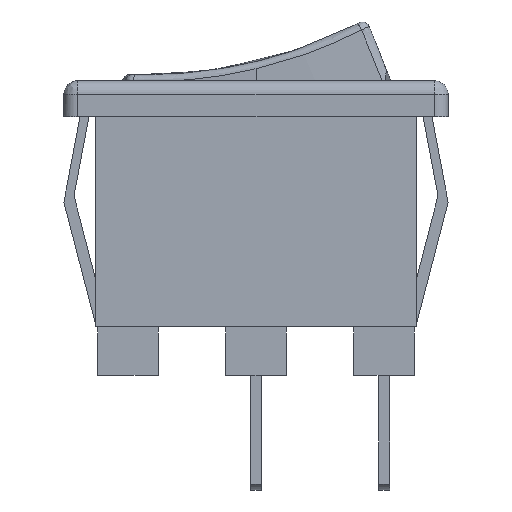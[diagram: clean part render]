
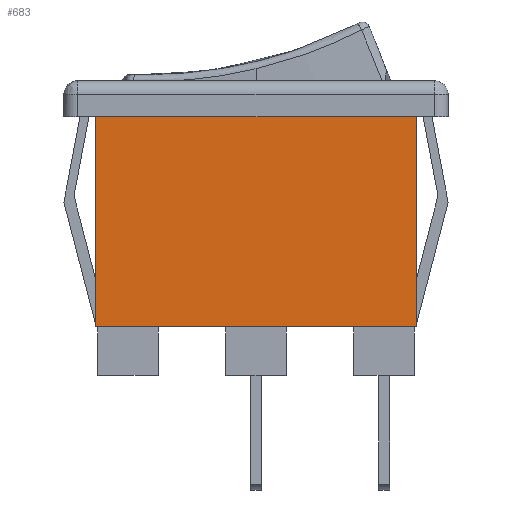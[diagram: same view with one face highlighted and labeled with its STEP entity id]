
A CAD part, left-side view. The second image highlights one B-rep face of the part: STEP entity #683.
In plain terms, the highlighted planar face has unit normal (-1, 0, 0).
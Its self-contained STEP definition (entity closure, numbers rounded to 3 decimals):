
#454=FACE_OUTER_BOUND('',#918,.T.);
#683=ADVANCED_FACE('',(#454),#753,.F.);
#753=PLANE('',#2583);
#918=EDGE_LOOP('',(#1427,#1428,#1429,#1430));
#1427=ORIENTED_EDGE('',*,*,#2076,.F.);
#1428=ORIENTED_EDGE('',*,*,#1840,.T.);
#1429=ORIENTED_EDGE('',*,*,#2078,.F.);
#1430=ORIENTED_EDGE('',*,*,#2073,.F.);
#1627=VERTEX_POINT('',#2962);
#1629=VERTEX_POINT('',#2965);
#1779=VERTEX_POINT('',#4951);
#1781=VERTEX_POINT('',#4954);
#1840=EDGE_CURVE('',#1629,#1627,#2169,.T.);
#2073=EDGE_CURVE('',#1779,#1781,#2264,.T.);
#2076=EDGE_CURVE('',#1629,#1779,#2267,.T.);
#2078=EDGE_CURVE('',#1781,#1627,#2269,.T.);
#2169=LINE('',#2964,#2340);
#2264=LINE('',#4953,#2471);
#2267=LINE('',#4959,#2474);
#2269=LINE('',#4962,#2476);
#2340=VECTOR('',#2620,1.);
#2471=VECTOR('',#2807,1.);
#2474=VECTOR('',#2812,1.);
#2476=VECTOR('',#2816,1.);
#2583=AXIS2_PLACEMENT_3D('',#4963,#2817,#2818);
#2620=DIRECTION('',(0.,-1.,0.));
#2807=DIRECTION('',(0.,-1.,0.));
#2812=DIRECTION('',(0.,0.,1.));
#2816=DIRECTION('',(0.,0.,-1.));
#2817=DIRECTION('',(1.,0.,0.));
#2818=DIRECTION('',(0.,0.,-1.));
#2962=CARTESIAN_POINT('',(-4.33,-6.6,-10.15));
#2964=CARTESIAN_POINT('',(-4.33,0.,-10.15));
#2965=CARTESIAN_POINT('',(-4.33,6.6,-10.15));
#4951=CARTESIAN_POINT('',(-4.33,6.6,-1.482));
#4953=CARTESIAN_POINT('',(-4.33,0.,-1.482));
#4954=CARTESIAN_POINT('',(-4.33,-6.6,-1.482));
#4959=CARTESIAN_POINT('',(-4.33,6.6,-5.816));
#4962=CARTESIAN_POINT('',(-4.33,-6.6,-5.816));
#4963=CARTESIAN_POINT('',(-4.33,-6.6,-1.482));
